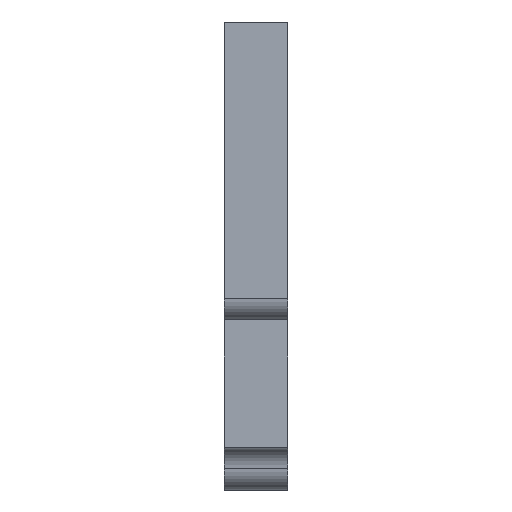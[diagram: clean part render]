
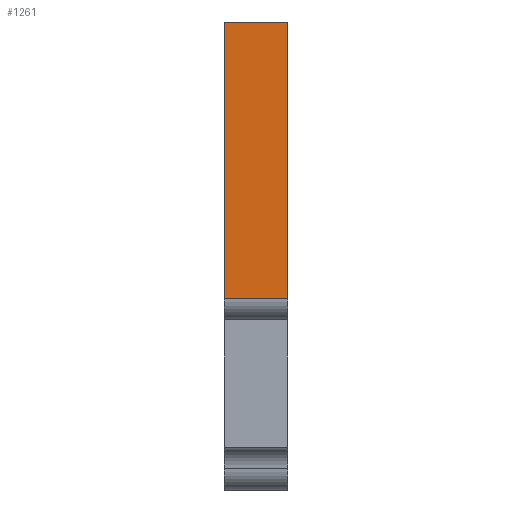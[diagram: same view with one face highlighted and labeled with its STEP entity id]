
A CAD part, left-side view. The second image highlights one B-rep face of the part: STEP entity #1261.
In plain terms, the highlighted planar face has unit normal (-1, 0, 0).
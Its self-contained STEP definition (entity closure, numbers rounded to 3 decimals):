
#121=DIRECTION('',(0.,0.,1.));
#122=VECTOR('',#121,13.);
#123=CARTESIAN_POINT('',(-137.,0.,-2.));
#124=LINE('',#123,#122);
#236=DIRECTION('',(0.,0.,1.));
#237=VECTOR('',#236,13.);
#238=CARTESIAN_POINT('',(-137.,3.,-2.));
#239=LINE('',#238,#237);
#455=DIRECTION('',(0.,1.,0.));
#456=VECTOR('',#455,3.);
#457=CARTESIAN_POINT('',(-137.,0.,11.));
#458=LINE('',#457,#456);
#459=DIRECTION('',(0.,-1.,0.));
#460=VECTOR('',#459,3.);
#461=CARTESIAN_POINT('',(-137.,3.,-2.));
#462=LINE('',#461,#460);
#545=CARTESIAN_POINT('',(-137.,0.,11.));
#547=VERTEX_POINT('',#545);
#549=CARTESIAN_POINT('',(-137.,3.,11.));
#551=VERTEX_POINT('',#549);
#657=CARTESIAN_POINT('',(-137.,0.,-2.));
#659=VERTEX_POINT('',#657);
#663=CARTESIAN_POINT('',(-137.,3.,-2.));
#664=VERTEX_POINT('',#663);
#1249=CARTESIAN_POINT('',(-137.,0.,-11.));
#1250=DIRECTION('',(-1.,0.,0.));
#1251=DIRECTION('',(0.,0.,1.));
#1252=AXIS2_PLACEMENT_3D('',#1249,#1250,#1251);
#1253=PLANE('',#1252);
#1255=ORIENTED_EDGE('',*,*,#1254,.F.);
#1256=ORIENTED_EDGE('',*,*,#864,.T.);
#1257=ORIENTED_EDGE('',*,*,#1242,.F.);
#1258=ORIENTED_EDGE('',*,*,#770,.F.);
#1259=EDGE_LOOP('',(#1255,#1256,#1257,#1258));
#1260=FACE_OUTER_BOUND('',#1259,.F.);
#1261=ADVANCED_FACE('',(#1260),#1253,.T.);
#770=EDGE_CURVE('',#659,#547,#124,.T.);
#864=EDGE_CURVE('',#664,#551,#239,.T.);
#1242=EDGE_CURVE('',#547,#551,#458,.T.);
#1254=EDGE_CURVE('',#664,#659,#462,.T.);
